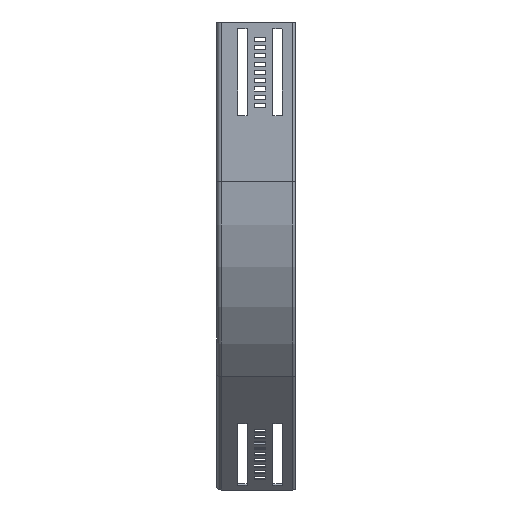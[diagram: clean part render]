
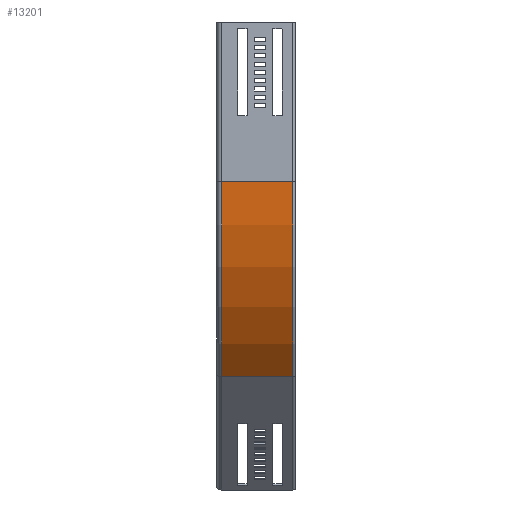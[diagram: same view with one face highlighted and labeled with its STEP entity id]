
A CAD part, left-side view. The second image highlights one B-rep face of the part: STEP entity #13201.
In plain terms, the highlighted cylindrical face has radius 200 mm (diameter 400 mm), a partial arc.
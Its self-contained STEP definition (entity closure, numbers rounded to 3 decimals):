
#323 = AXIS2_PLACEMENT_3D ( 'NONE', #14848, #8471, #10919 ) ;
#956 = DIRECTION ( 'NONE',  ( -1., 0., 0. ) ) ;
#1053 = CARTESIAN_POINT ( 'NONE',  ( 58.579, 0., -257.221 ) ) ;
#1418 = CARTESIAN_POINT ( 'NONE',  ( 0., 0., -115.8 ) ) ;
#3007 = VERTEX_POINT ( 'NONE', #4967 ) ;
#3457 = VERTEX_POINT ( 'NONE', #15748 ) ;
#4232 = EDGE_CURVE ( 'NONE', #3007, #3457, #6201, .T. ) ;
#4554 = DIRECTION ( 'NONE',  ( 0., -1., 0. ) ) ;
#4967 = CARTESIAN_POINT ( 'NONE',  ( 58.579, 1.75, -257.221 ) ) ;
#5363 = AXIS2_PLACEMENT_3D ( 'NONE', #16547, #15190, #956 ) ;
#6201 = LINE ( 'NONE', #1053, #13115 ) ;
#6951 = EDGE_CURVE ( 'NONE', #8719, #15419, #10689, .T. ) ;
#7805 = AXIS2_PLACEMENT_3D ( 'NONE', #9564, #4554, #14598 ) ;
#8471 = DIRECTION ( 'NONE',  ( 0., -1., 0. ) ) ;
#8719 = VERTEX_POINT ( 'NONE', #13657 ) ;
#8875 = ORIENTED_EDGE ( 'NONE', *, *, #6951, .T. ) ;
#8971 = ORIENTED_EDGE ( 'NONE', *, *, #10595, .T. ) ;
#9132 = VECTOR ( 'NONE', #10613, 1000. ) ;
#9564 = CARTESIAN_POINT ( 'NONE',  ( 200., 0., -115.8 ) ) ;
#10191 = ORIENTED_EDGE ( 'NONE', *, *, #4232, .F. ) ;
#10312 = ORIENTED_EDGE ( 'NONE', *, *, #16144, .F. ) ;
#10595 = EDGE_CURVE ( 'NONE', #15419, #3457, #16139, .T. ) ;
#10613 = DIRECTION ( 'NONE',  ( 0., 1., 0. ) ) ;
#10689 = LINE ( 'NONE', #1418, #9132 ) ;
#10919 = DIRECTION ( 'NONE',  ( -1., 0., 0. ) ) ;
#12072 = CYLINDRICAL_SURFACE ( 'NONE', #7805, 200. ) ;
#12541 = CARTESIAN_POINT ( 'NONE',  ( 0., 53.25, -115.8 ) ) ;
#13115 = VECTOR ( 'NONE', #15045, 1000. ) ;
#13164 = EDGE_LOOP ( 'NONE', ( #8971, #10191, #10312, #8875 ) ) ;
#13201 = ADVANCED_FACE ( 'NONE', ( #15871 ), #12072, .T. ) ;
#13657 = CARTESIAN_POINT ( 'NONE',  ( 0., 1.75, -115.8 ) ) ;
#14039 = CIRCLE ( 'NONE', #323, 200. ) ;
#14598 = DIRECTION ( 'NONE',  ( 0., 0., -1. ) ) ;
#14848 = CARTESIAN_POINT ( 'NONE',  ( 200., 1.75, -115.8 ) ) ;
#15045 = DIRECTION ( 'NONE',  ( 0., 1., 0. ) ) ;
#15190 = DIRECTION ( 'NONE',  ( 0., -1., 0. ) ) ;
#15419 = VERTEX_POINT ( 'NONE', #12541 ) ;
#15748 = CARTESIAN_POINT ( 'NONE',  ( 58.579, 53.25, -257.221 ) ) ;
#15871 = FACE_OUTER_BOUND ( 'NONE', #13164, .T. ) ;
#16139 = CIRCLE ( 'NONE', #5363, 200. ) ;
#16144 = EDGE_CURVE ( 'NONE', #8719, #3007, #14039, .T. ) ;
#16547 = CARTESIAN_POINT ( 'NONE',  ( 200., 53.25, -115.8 ) ) ;
